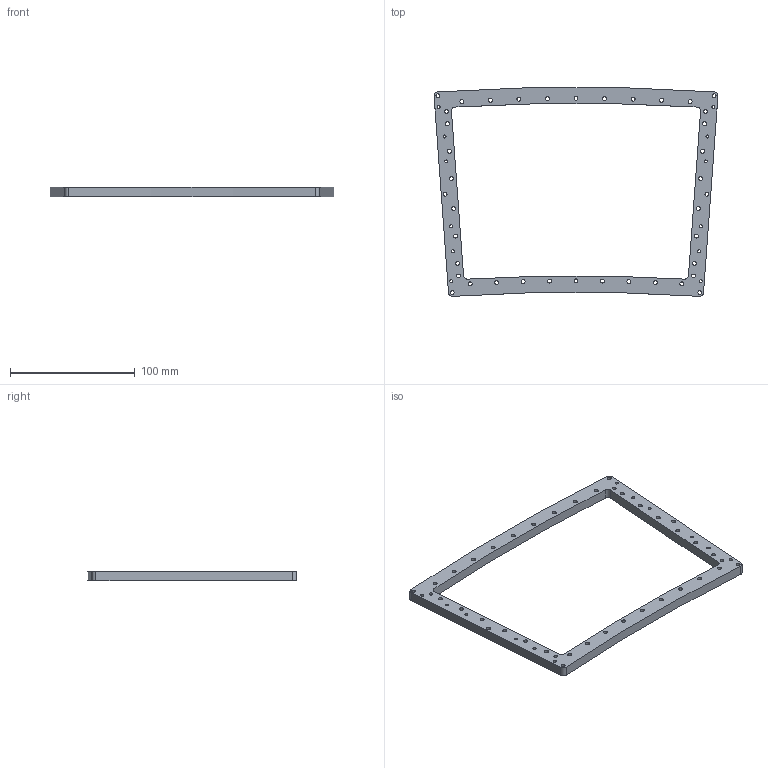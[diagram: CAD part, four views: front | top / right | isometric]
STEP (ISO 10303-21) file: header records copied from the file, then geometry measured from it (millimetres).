
FILE_DESCRIPTION((''),'2;1');
FILE_NAME('MountingBracket.stp','2008-02-04T12:27:52',('mds'),(''),'Autodesk Inventor 11','Autodesk Inventor 11','');
FILE_SCHEMA(('AUTOMOTIVE_DESIGN { 1 0 10303 214 1 1 1 1 }'));
Length unit declared in the file: millimetre
Products named in the file (1): MountingBracket
Bounding box: 227.14 x 166.98 x 8 mm (x, y, z)
Volume: 70615.9 mm3; surface area: 32810.5 mm2
Topology: 1 solids, 1 shells, 71 faces, 250 edges, 181 vertices
Faces by surface type: bspline 45, cylinder 20, plane 6
Full cylindrical faces by diameter (mm): 3 x8
Entity records: 2996 total; most frequent: CARTESIAN_POINT 1131, DIRECTION 340, ORIENTED_EDGE 312, EDGE_LOOP 228, AXIS2_PLACEMENT_3D 157, FACE_BOUND 157, EDGE_CURVE 156, VERTEX_POINT 138
